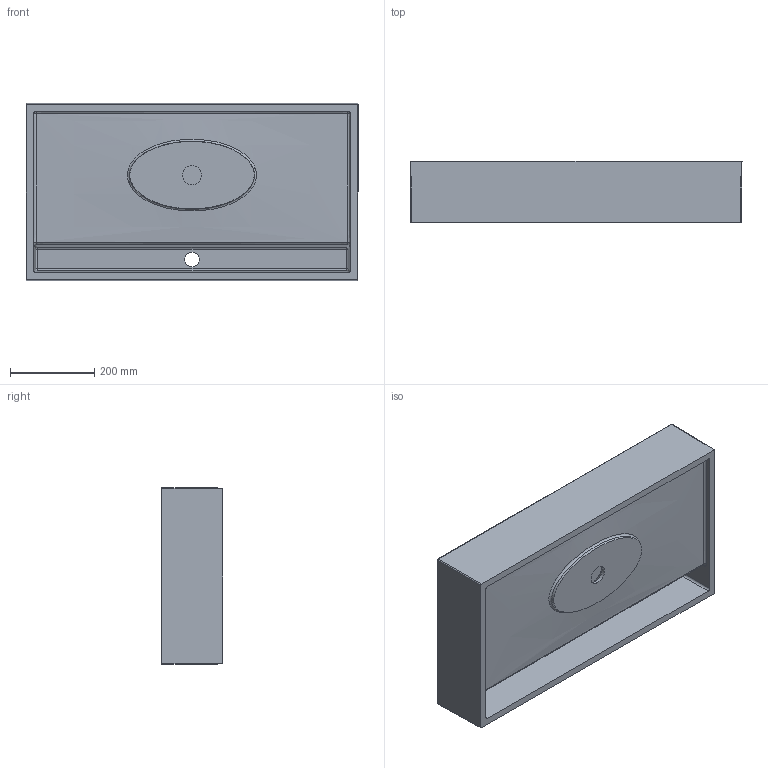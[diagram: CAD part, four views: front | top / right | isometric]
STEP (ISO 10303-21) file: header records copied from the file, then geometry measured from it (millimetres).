
FILE_DESCRIPTION (( 'STEP AP214' ), '1' );
FILE_NAME ('mares 800c.STEP', '2020-03-27T11:03:13', ( '' ), ( '' ), 'SwSTEP 2.0', 'SolidWorks 2018', '' );
FILE_SCHEMA (( 'AUTOMOTIVE_DESIGN' ));
Length unit declared in the file: millimetre
Products named in the file (1): mares 800c
Bounding box: 786.98 x 145 x 419.98 mm (x, y, z)
Volume: 16285915.5 mm3; surface area: 1899687.3 mm2
Topology: 1 solids, 1 shells, 168 faces, 403 edges, 223 vertices
Faces by surface type: cylinder 59, bspline 46, plane 34, sphere 25, torus 2, cone 2
Entity records: 11325 total; most frequent: CARTESIAN_POINT 7871, ORIENTED_EDGE 774, DIRECTION 657, EDGE_CURVE 387, AXIS2_PLACEMENT_3D 261, VERTEX_POINT 221, EDGE_LOOP 176, FACE_OUTER_BOUND 168
